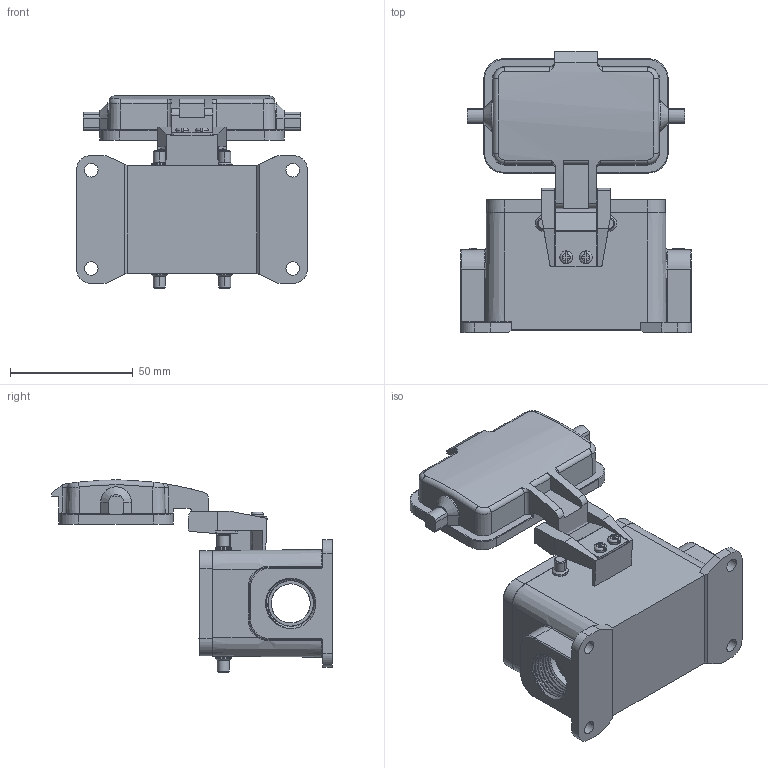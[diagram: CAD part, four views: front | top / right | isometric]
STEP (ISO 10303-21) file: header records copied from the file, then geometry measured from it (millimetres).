
FILE_DESCRIPTION(/* description */ (''),/* implementation_level */ '2;1');
FILE_NAME(/* name */ 'H10B-SF-4B-CV.stp',/* time_stamp */ '2023-08-28T15:44:22+08:00',/* author */ (''),/* organization */ (''),/* preprocessor_version */ 'ST-DEVELOPER v18.1',/* originating_system */ 'SIEMENS PLM Software NX 1980',/* authorisation */ '');
FILE_SCHEMA (('AUTOMOTIVE_DESIGN { 1 0 10303 214 3 1 1 1 }'));
Products named in the file (1): 13843D14BA483b7f
Bounding box: 94 x 114.38 x 78.17 mm (x, y, z)
Volume: 97959.8 mm3; surface area: 57926.1 mm2
Topology: 13 solids, 13 shells, 1015 faces, 2730 edges, 1758 vertices
Faces by surface type: cylinder 446, plane 385, cone 76, torus 74, bspline 27, sphere 7
Full cylindrical faces by diameter (mm): 2.65 x3, 3 x4, 4 x2, 15.9 x2, 18.5 x12
Entity records: 50756 total; most frequent: CARTESIAN_POINT 26510, ORIENTED_EDGE 5294, DIRECTION 4642, EDGE_CURVE 2647, VERTEX_POINT 1719, AXIS2_PLACEMENT_3D 1663, LINE 1316, VECTOR 1316
